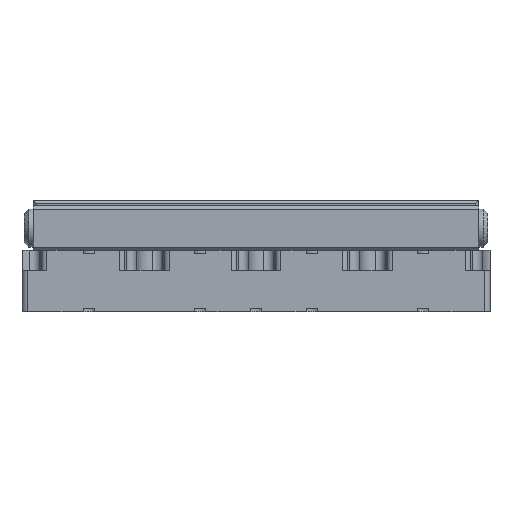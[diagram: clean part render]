
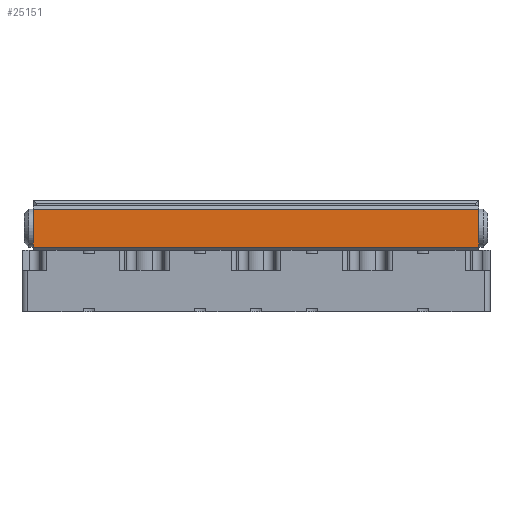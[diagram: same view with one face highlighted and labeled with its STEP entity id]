
A CAD part, left-side view. The second image highlights one B-rep face of the part: STEP entity #25151.
In plain terms, the highlighted planar face has unit normal (-1, 0, 0).
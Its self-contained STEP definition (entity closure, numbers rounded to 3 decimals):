
#113 = CARTESIAN_POINT ( 'NONE',  ( -8.5, 69., 3.2 ) ) ;
#1919 = CARTESIAN_POINT ( 'NONE',  ( -8.5, 29., -0.2 ) ) ;
#3609 = CARTESIAN_POINT ( 'NONE',  ( -8.5, 69., -0.2 ) ) ;
#4711 = CARTESIAN_POINT ( 'NONE',  ( -8.5, 29., 3.2 ) ) ;
#5601 = CARTESIAN_POINT ( 'NONE',  ( -8.5, 29., 3.2 ) ) ;
#5847 = ORIENTED_EDGE ( 'NONE', *, *, #18168, .F. ) ;
#8024 = CARTESIAN_POINT ( 'NONE',  ( -8.5, 69., 3.2 ) ) ;
#8255 = VERTEX_POINT ( 'NONE', #4711 ) ;
#8282 = VECTOR ( 'NONE', #22726, 1000. ) ;
#9481 = FACE_OUTER_BOUND ( 'NONE', #30181, .T. ) ;
#11370 = VERTEX_POINT ( 'NONE', #3609 ) ;
#12474 = LINE ( 'NONE', #5601, #35059 ) ;
#12673 = VERTEX_POINT ( 'NONE', #113 ) ;
#14017 = CARTESIAN_POINT ( 'NONE',  ( -8.5, 29., 3.2 ) ) ;
#14111 = EDGE_CURVE ( 'NONE', #12673, #8255, #17007, .T. ) ;
#17007 = LINE ( 'NONE', #14017, #28819 ) ;
#17168 = EDGE_CURVE ( 'NONE', #11370, #12673, #26527, .T. ) ;
#18168 = EDGE_CURVE ( 'NONE', #8255, #25786, #12474, .T. ) ;
#20764 = CARTESIAN_POINT ( 'NONE',  ( -8.5, 29., -0.2 ) ) ;
#21687 = DIRECTION ( 'NONE',  ( 1., 0., 0. ) ) ;
#22726 = DIRECTION ( 'NONE',  ( 0., 0., 1. ) ) ;
#23733 = ORIENTED_EDGE ( 'NONE', *, *, #17168, .F. ) ;
#24507 = DIRECTION ( 'NONE',  ( 0., 0., 1. ) ) ;
#24753 = AXIS2_PLACEMENT_3D ( 'NONE', #30700, #21687, #24507 ) ;
#25151 = ADVANCED_FACE ( 'NONE', ( #9481 ), #33682, .F. ) ;
#25786 = VERTEX_POINT ( 'NONE', #1919 ) ;
#25834 = ORIENTED_EDGE ( 'NONE', *, *, #14111, .F. ) ;
#26527 = LINE ( 'NONE', #8024, #8282 ) ;
#26768 = DIRECTION ( 'NONE',  ( 0., 1., 0. ) ) ;
#28380 = ORIENTED_EDGE ( 'NONE', *, *, #35193, .F. ) ;
#28819 = VECTOR ( 'NONE', #38407, 1000. ) ;
#28974 = VECTOR ( 'NONE', #26768, 1000. ) ;
#30181 = EDGE_LOOP ( 'NONE', ( #28380, #5847, #25834, #23733 ) ) ;
#30691 = DIRECTION ( 'NONE',  ( 0., 0., -1. ) ) ;
#30700 = CARTESIAN_POINT ( 'NONE',  ( -8.5, 29., 3.2 ) ) ;
#33682 = PLANE ( 'NONE',  #24753 ) ;
#35059 = VECTOR ( 'NONE', #30691, 1000. ) ;
#35193 = EDGE_CURVE ( 'NONE', #25786, #11370, #35555, .T. ) ;
#35555 = LINE ( 'NONE', #20764, #28974 ) ;
#38407 = DIRECTION ( 'NONE',  ( 0., -1., 0. ) ) ;
